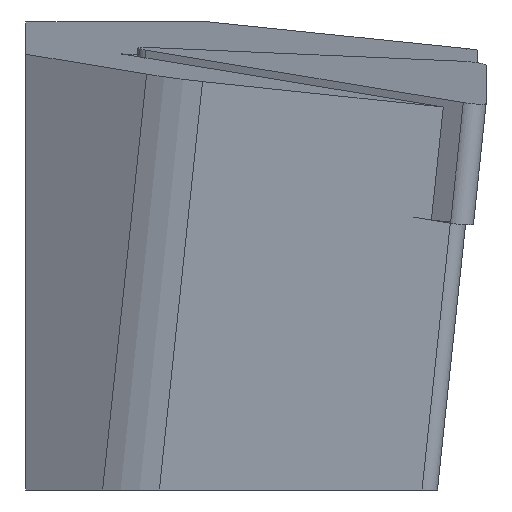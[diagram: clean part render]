
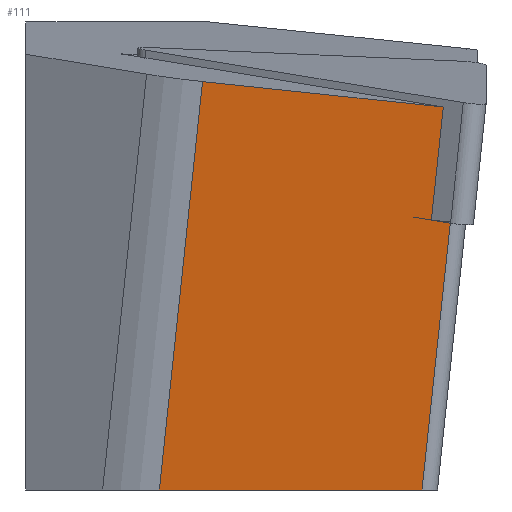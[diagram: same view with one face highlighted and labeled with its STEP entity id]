
A CAD part, left-side view. The second image highlights one B-rep face of the part: STEP entity #111.
In plain terms, the highlighted planar face has unit normal (-0.995, 0.011, -0.103).
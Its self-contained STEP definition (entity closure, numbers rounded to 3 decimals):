
#111=ADVANCED_FACE('',(#160),#137,.F.);
#137=PLANE('',#585);
#160=FACE_OUTER_BOUND('',#187,.T.);
#187=EDGE_LOOP('',(#240,#241,#242,#243,#244,#245));
#240=ORIENTED_EDGE('',*,*,#416,.F.);
#241=ORIENTED_EDGE('',*,*,#405,.F.);
#242=ORIENTED_EDGE('',*,*,#417,.T.);
#243=ORIENTED_EDGE('',*,*,#418,.F.);
#244=ORIENTED_EDGE('',*,*,#414,.F.);
#245=ORIENTED_EDGE('',*,*,#419,.F.);
#361=VERTEX_POINT('',#766);
#362=VERTEX_POINT('',#768);
#368=VERTEX_POINT('',#784);
#369=VERTEX_POINT('',#786);
#370=VERTEX_POINT('',#790);
#371=VERTEX_POINT('',#792);
#405=EDGE_CURVE('',#361,#362,#471,.T.);
#414=EDGE_CURVE('',#368,#369,#479,.T.);
#416=EDGE_CURVE('',#362,#370,#480,.T.);
#417=EDGE_CURVE('',#361,#371,#481,.T.);
#418=EDGE_CURVE('',#369,#371,#482,.T.);
#419=EDGE_CURVE('',#370,#368,#483,.T.);
#471=LINE('',#767,#528);
#479=LINE('',#785,#536);
#480=LINE('',#789,#537);
#481=LINE('',#791,#538);
#482=LINE('',#793,#539);
#483=LINE('',#794,#540);
#528=VECTOR('',#627,1.);
#536=VECTOR('',#641,1.);
#537=VECTOR('',#646,1.);
#538=VECTOR('',#647,1.);
#539=VECTOR('',#648,1.);
#540=VECTOR('',#649,1.);
#585=AXIS2_PLACEMENT_3D('',#795,#650,#651);
#627=DIRECTION('',(0.,-0.994,-0.105));
#641=DIRECTION('',(0.104,0.105,-0.989));
#646=DIRECTION('',(0.104,0.105,-0.989));
#647=DIRECTION('',(0.104,0.105,-0.989));
#648=DIRECTION('',(0.011,1.,0.));
#649=DIRECTION('',(0.,-0.994,-0.105));
#650=DIRECTION('',(0.995,-0.011,0.103));
#651=DIRECTION('',(0.103,0.,-0.995));
#766=CARTESIAN_POINT('',(0.643,7.394,0.647));
#767=CARTESIAN_POINT('',(0.643,0.622,-0.069));
#768=CARTESIAN_POINT('',(0.643,1.119,-0.016));
#784=CARTESIAN_POINT('',(0.952,0.933,-3.016));
#785=CARTESIAN_POINT('',(2.701,2.692,-19.653));
#786=CARTESIAN_POINT('',(1.686,1.672,-10.));
#789=CARTESIAN_POINT('',(2.701,3.188,-19.6));
#790=CARTESIAN_POINT('',(0.952,1.43,-2.964));
#791=CARTESIAN_POINT('',(2.701,9.463,-18.937));
#792=CARTESIAN_POINT('',(1.762,8.519,-10.));
#793=CARTESIAN_POINT('',(1.698,2.703,-10.));
#794=CARTESIAN_POINT('',(0.952,0.933,-3.016));
#795=CARTESIAN_POINT('',(2.701,2.692,-19.653));
